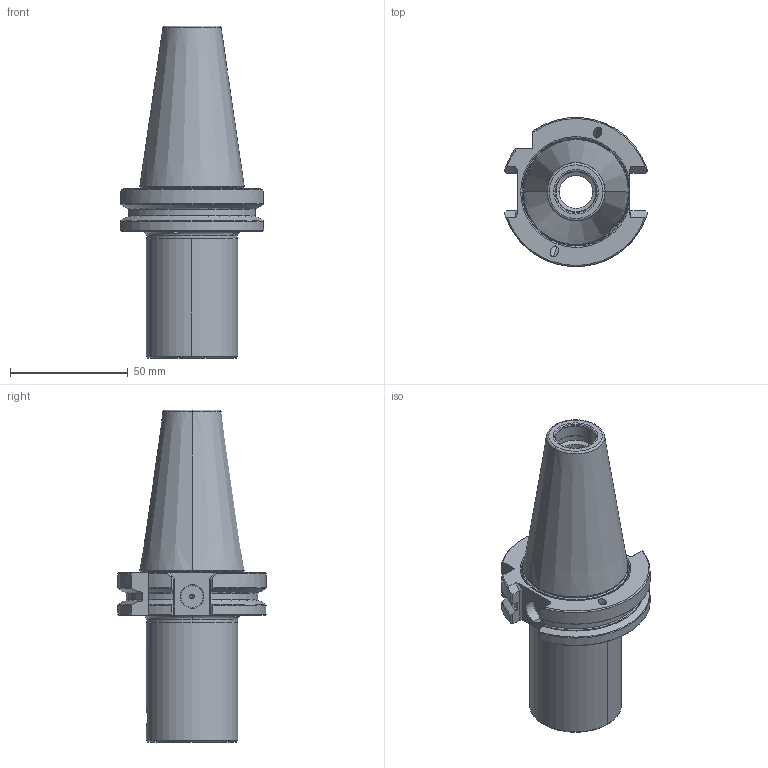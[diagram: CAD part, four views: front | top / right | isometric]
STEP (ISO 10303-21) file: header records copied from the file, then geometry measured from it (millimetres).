
FILE_DESCRIPTION(('no description'),'unknown implementation level');
FILE_NAME('2E8D90AB-6147-4611-B4F1-B8C8307AD82B_export.stp',' ',('CIMSOURCE GmbH'),('CADClick - KiM GmbH - www.kimweb.de'),'unknown preprocess','ACIS','unknown authorization');
FILE_SCHEMA(('automotive_design'));
Length unit declared in the file: millimetre
Products named in the file (4): 323.826 Kaiser SK40B_VBD X CKS4 X 80B|690.576 Kaiser ETL M5 X 8D;Schnitt-Linear austragen2; 323.826 Kaiser SK40B_VBD X CKS4 X 80B|690.434 Kaiser ETL M8 X 11 CK4;Schnitt-Linear austragen2; 323.826 Kaiser SK40B_VBD X CKS4 X 80B|323.826 Kaiser SK40B_VBD X CKS4 X 80B;Rotation1
Bounding box: 60.95 x 63.34 x 141.25 mm (x, y, z)
Volume: 147982.4 mm3; surface area: 32416.4 mm2
Topology: 4 solids, 4 shells, 261 faces, 644 edges, 397 vertices
Faces by surface type: plane 96, cone 70, cylinder 69, torus 24, bspline 2
Entity records: 16215 total; most frequent: CARTESIAN_POINT 2716, DIRECTION 1337, STYLED_ITEM 1298, PRESENTATION_STYLE_ASSIGNMENT 1298, COLOUR_RGB 1298, ORIENTED_EDGE 1272, EDGE_CURVE 636, CURVE_STYLE 636
